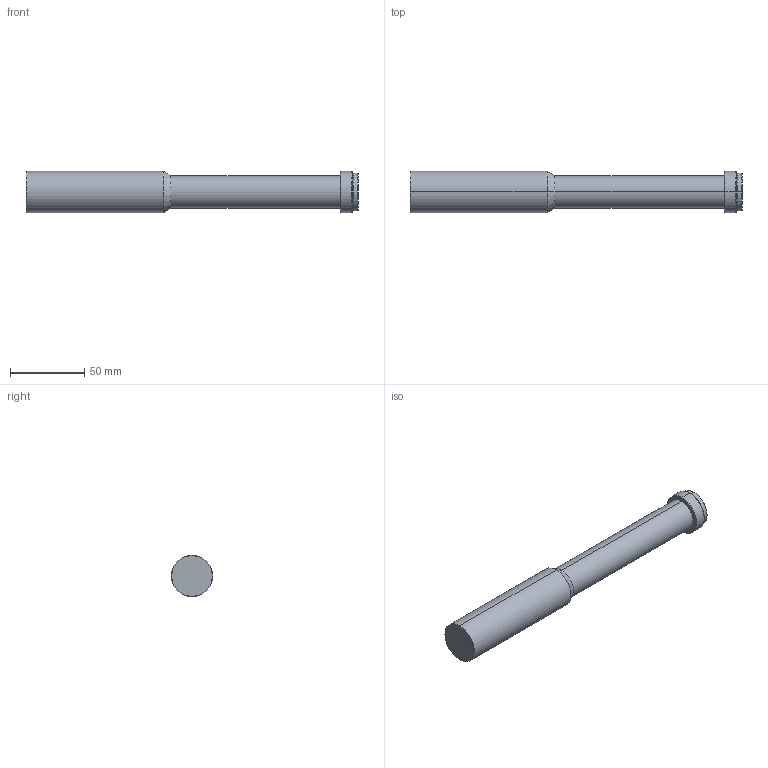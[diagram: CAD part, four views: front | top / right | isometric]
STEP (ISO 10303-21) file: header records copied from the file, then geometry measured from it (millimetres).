
FILE_DESCRIPTION (( 'STEP AP203' ), '1' );
FILE_NAME ('WH20-300A-120 STEPͼ.STEP', '2019-10-24T09:05:55', ( '' ), ( '' ), 'SwSTEP 2.0', 'SolidWorks 2014', '' );
FILE_SCHEMA (( 'CONFIG_CONTROL_DESIGN' ));
Length unit declared in the file: millimetre
Products named in the file (1): WH20-300A-120 STEPͼ
Bounding box: 224.1 x 28 x 28 mm (x, y, z)
Volume: 109938.8 mm3; surface area: 19021.7 mm2
Topology: 1 solids, 1 shells, 25 faces, 48 edges, 28 vertices
Faces by surface type: cone 10, cylinder 10, plane 5
Entity records: 711 total; most frequent: DIRECTION 128, CARTESIAN_POINT 102, ORIENTED_EDGE 96, AXIS2_PLACEMENT_3D 54, EDGE_CURVE 48, VERTEX_POINT 28, EDGE_LOOP 28, CIRCLE 28
